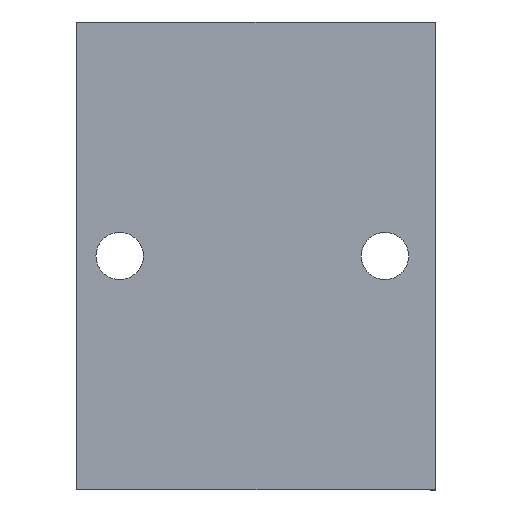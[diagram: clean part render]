
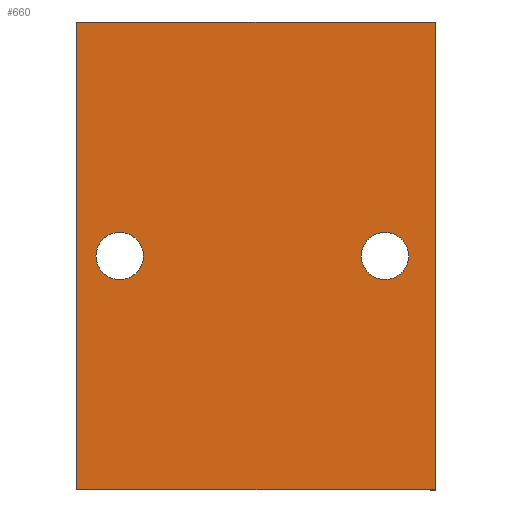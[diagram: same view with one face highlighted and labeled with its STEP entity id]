
A CAD part, front view. The second image highlights one B-rep face of the part: STEP entity #660.
In plain terms, the highlighted face is planar.
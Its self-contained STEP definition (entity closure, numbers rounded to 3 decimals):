
#33=FACE_BOUND('',#107,.T.);
#34=FACE_BOUND('',#108,.T.);
#52=CIRCLE('',#722,1.65);
#54=CIRCLE('',#725,1.65);
#67=FACE_OUTER_BOUND('',#106,.T.);
#106=EDGE_LOOP('',(#507,#508,#509,#510));
#107=EDGE_LOOP('',(#511));
#108=EDGE_LOOP('',(#512));
#158=LINE('',#1008,#233);
#168=LINE('',#1049,#243);
#169=LINE('',#1051,#244);
#170=LINE('',#1052,#245);
#233=VECTOR('',#810,10.);
#243=VECTOR('',#850,10.);
#244=VECTOR('',#853,10.);
#245=VECTOR('',#854,1000.);
#310=VERTEX_POINT('',#1005);
#311=VERTEX_POINT('',#1007);
#321=VERTEX_POINT('',#1032);
#323=VERTEX_POINT('',#1038);
#324=VERTEX_POINT('',#1042);
#327=VERTEX_POINT('',#1047);
#378=EDGE_CURVE('',#311,#310,#158,.T.);
#390=EDGE_CURVE('',#321,#321,#52,.T.);
#393=EDGE_CURVE('',#323,#323,#54,.T.);
#398=EDGE_CURVE('',#327,#324,#168,.T.);
#399=EDGE_CURVE('',#310,#324,#169,.T.);
#400=EDGE_CURVE('',#327,#311,#170,.T.);
#507=ORIENTED_EDGE('',*,*,#378,.T.);
#508=ORIENTED_EDGE('',*,*,#399,.T.);
#509=ORIENTED_EDGE('',*,*,#398,.F.);
#510=ORIENTED_EDGE('',*,*,#400,.T.);
#511=ORIENTED_EDGE('',*,*,#390,.T.);
#512=ORIENTED_EDGE('',*,*,#393,.T.);
#632=PLANE('',#727);
#660=ADVANCED_FACE('',(#67,#33,#34),#632,.F.);
#722=AXIS2_PLACEMENT_3D('',#1033,#835,#836);
#725=AXIS2_PLACEMENT_3D('',#1039,#842,#843);
#727=AXIS2_PLACEMENT_3D('',#1050,#851,#852);
#810=DIRECTION('',(1.,0.,0.));
#835=DIRECTION('center_axis',(0.,-1.,0.));
#836=DIRECTION('ref_axis',(0.,0.,
-1.));
#842=DIRECTION('center_axis',(0.,-1.,0.));
#843=DIRECTION('ref_axis',(0.,0.,
-1.));
#850=DIRECTION('',(1.,0.,0.));
#851=DIRECTION('center_axis',(0.,-1.,0.));
#852=DIRECTION('ref_axis',(-1.,0.,0.));
#853=DIRECTION('',(0.,0.,-1.));
#854=DIRECTION('',(0.,0.,1.));
#1005=CARTESIAN_POINT('',(43.649,19.235,48.455));
#1007=CARTESIAN_POINT('',(11.049,19.235,48.455));
#1008=CARTESIAN_POINT('',(38.624,19.235,48.455));
#1032=CARTESIAN_POINT('',(27.349,19.235,47.116));
#1033=CARTESIAN_POINT('Origin',(27.349,19.235,45.466));
#1038=CARTESIAN_POINT('',(27.349,19.235,28.639));
#1039=CARTESIAN_POINT('Origin',(27.349,19.235,26.989));
#1042=CARTESIAN_POINT('',(43.649,19.235,23.485));
#1047=CARTESIAN_POINT('',(11.049,19.235,23.485));
#1049=CARTESIAN_POINT('',(27.399,19.235,23.485));
#1050=CARTESIAN_POINT('Origin',(63.659,19.235,48.455));
#1051=CARTESIAN_POINT('',(43.649,19.235,28.485));
#1052=CARTESIAN_POINT('',(11.049,19.235,48.455));
